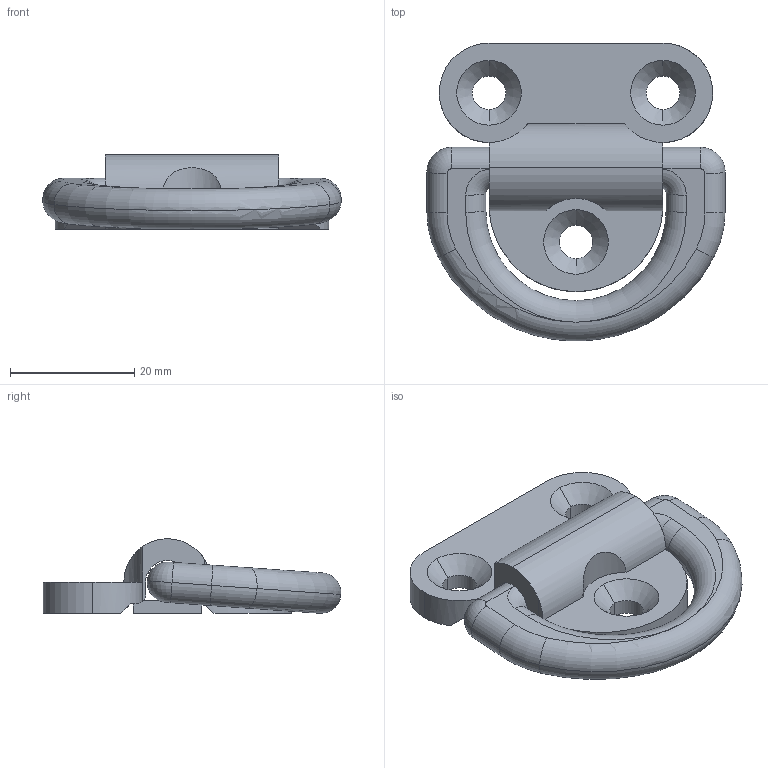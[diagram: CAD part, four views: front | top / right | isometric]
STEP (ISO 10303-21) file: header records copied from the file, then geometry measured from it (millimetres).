
FILE_DESCRIPTION (( 'STEP AP203' ), '1' );
FILE_NAME ('B-1269-3.STEP', '2009-03-12T05:00:01', ( ' ' ), ( ' ' ), 'SwSTEP 2.0', 'SolidWorks 2007', '' );
FILE_SCHEMA (( 'CONFIG_CONTROL_DESIGN' ));
Length unit declared in the file: millimetre
Products named in the file (4): B-1269-3儀乕僗__棉太倌; B-1269-3儕儞僌__棉太倌; B-1269-3; B-1269-3僷僢僉儞__棉太倌
Assembly tree (3 placements, depth 2):
  B-1269-3
    B-1269-3儕儞僌__棉太倌
    B-1269-3儀乕僗__棉太倌
    B-1269-3僷僢僉儞__棉太倌
Bounding box: 48 x 47.92 x 12 mm (x, y, z)
Volume: 10733.4 mm3; surface area: 6963.3 mm2
Topology: 3 solids, 3 shells, 76 faces, 186 edges, 114 vertices
Faces by surface type: cylinder 31, plane 23, torus 16, cone 6
Entity records: 2786 total; most frequent: CARTESIAN_POINT 515, DIRECTION 438, ORIENTED_EDGE 372, EDGE_CURVE 186, AXIS2_PLACEMENT_3D 181, VERTEX_POINT 114, CIRCLE 99, EDGE_LOOP 82
